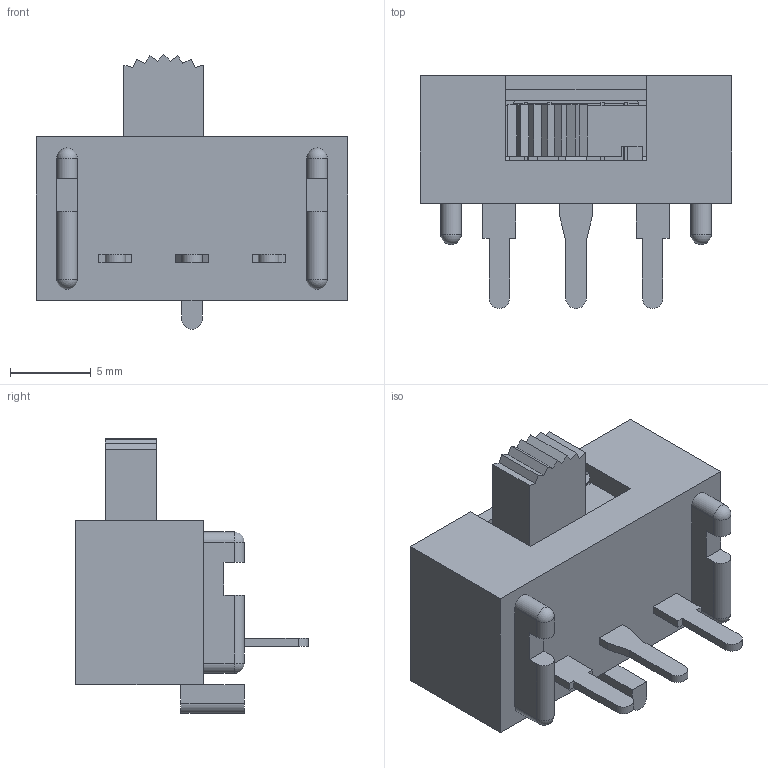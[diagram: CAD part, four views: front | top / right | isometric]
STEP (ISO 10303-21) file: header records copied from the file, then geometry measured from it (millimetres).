
FILE_DESCRIPTION( ( 'STEP AP214' ), '1' );
FILE_NAME( 'L102011ML04Q.stp', '2020-04-24T05:47:31', ( 'License CC BY-ND 4.0' ), ( 'CADENAS' ), ' ', 'PARTsolutions', ' ' );
FILE_SCHEMA( ( 'AUTOMOTIVE_DESIGN { 1 0 10303 214 1 1 1 1 }' ) );
Length unit declared in the file: inch
Products named in the file (3): L102011ML04Q; 1
Assembly tree (2 placements, depth 2):
  L102011ML04Q
    1
    1
Bounding box: 19.3 x 14.43 x 17.02 mm (x, y, z)
Volume: 903.3 mm3; surface area: 2006.4 mm2
Topology: 2 solids, 2 shells, 257 faces, 738 edges, 483 vertices
Faces by surface type: plane 234, cylinder 19, sphere 4
Entity records: 8247 total; most frequent: CARTESIAN_POINT 1469, ORIENTED_EDGE 1460, DIRECTION 1288, EDGE_CURVE 730, LINE 692, VECTOR 692, VERTEX_POINT 479, AXIS2_PLACEMENT_3D 298
